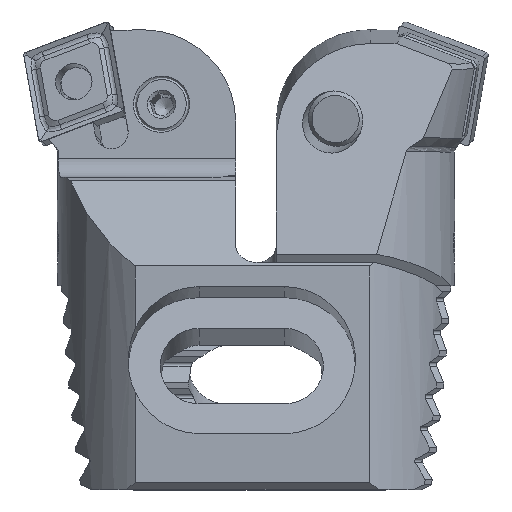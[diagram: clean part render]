
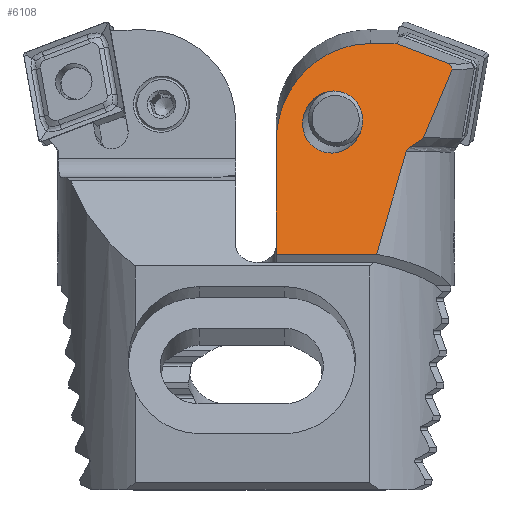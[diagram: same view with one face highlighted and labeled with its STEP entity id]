
A CAD part, top view. The second image highlights one B-rep face of the part: STEP entity #6108.
In plain terms, the highlighted face is planar.
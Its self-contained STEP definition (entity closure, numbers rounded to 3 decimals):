
#68 = ORIENTED_EDGE ( 'NONE', *, *, #6524, .T. ) ;
#102 = CARTESIAN_POINT ( 'NONE',  ( 11.469, -17.88, -18.061 ) ) ;
#132 = DIRECTION ( 'NONE',  ( 0., -0.966, -0.259 ) ) ;
#135 = VECTOR ( 'NONE', #8535, 1000. ) ;
#225 = ORIENTED_EDGE ( 'NONE', *, *, #2901, .T. ) ;
#284 = ORIENTED_EDGE ( 'NONE', *, *, #4877, .T. ) ;
#396 = CARTESIAN_POINT ( 'NONE',  ( 29.9, -8.623, -15.581 ) ) ;
#432 = CARTESIAN_POINT ( 'NONE',  ( 12.834, -23.499, -19.567 ) ) ;
#743 = CARTESIAN_POINT ( 'NONE',  ( 20.536, -9.755, -15.884 ) ) ;
#769 = CARTESIAN_POINT ( 'NONE',  ( 11.03, -17.457, -17.948 ) ) ;
#866 = DIRECTION ( 'NONE',  ( 0.929, 0.356, 0.095 ) ) ;
#889 = CARTESIAN_POINT ( 'NONE',  ( 29.9, -32.579, -22. ) ) ;
#953 = CARTESIAN_POINT ( 'NONE',  ( 16.6, -2.884, -14.043 ) ) ;
#1092 = VECTOR ( 'NONE', #2861, 1000. ) ;
#1109 = CARTESIAN_POINT ( 'NONE',  ( 29.9, -16.74, -17.756 ) ) ;
#1118 = EDGE_CURVE ( 'NONE', #7487, #7487, #2856, .T. ) ;
#1124 = CARTESIAN_POINT ( 'NONE',  ( 13.014, -2.884, -14.043 ) ) ;
#1180 = EDGE_CURVE ( 'NONE', #7947, #5737, #8007, .T. ) ;
#1223 = CARTESIAN_POINT ( 'NONE',  ( 5.236, -6.236, -14.941 ) ) ;
#1386 = CARTESIAN_POINT ( 'NONE',  ( 65., -2.884, -14.043 ) ) ;
#1393 = CARTESIAN_POINT ( 'NONE',  ( 12.547, -12.26, -16.556 ) ) ;
#1420 = VERTEX_POINT ( 'NONE', #2101 ) ;
#1483 = CARTESIAN_POINT ( 'NONE',  ( 29.9, -16.74, -17.756 ) ) ;
#1717 =( BOUNDED_CURVE ( )  B_SPLINE_CURVE ( 3, ( #6380, #1723, #432, #1778 ),
 .UNSPECIFIED., .F., .F. ) 
 B_SPLINE_CURVE_WITH_KNOTS ( ( 4, 4 ),
 ( 3.785, 3.992 ),
 .UNSPECIFIED. ) 
 CURVE ( )  GEOMETRIC_REPRESENTATION_ITEM ( )  RATIONAL_B_SPLINE_CURVE ( ( 1., 0.996, 0.996, 1. ) ) 
 REPRESENTATION_ITEM ( '' )  );
#1723 = CARTESIAN_POINT ( 'NONE',  ( 14.229, -28.321, -20.859 ) ) ;
#1778 = CARTESIAN_POINT ( 'NONE',  ( 11.579, -18.164, -18.138 ) ) ;
#1857 = CARTESIAN_POINT ( 'NONE',  ( 5.528, -5.754, -14.812 ) ) ;
#1877 = CARTESIAN_POINT ( 'NONE',  ( 29.9, -32.579, -22. ) ) ;
#1944 = CARTESIAN_POINT ( 'NONE',  ( 11.277, -17.643, -17.998 ) ) ;
#1949 = EDGE_CURVE ( 'NONE', #5218, #3817, #6104, .T. ) ;
#2012 = CARTESIAN_POINT ( 'NONE',  ( 7.773, -13.219, -16.813 ) ) ;
#2101 = CARTESIAN_POINT ( 'NONE',  ( 16.6, -2.884, -14.043 ) ) ;
#2125 = VERTEX_POINT ( 'NONE', #4845 ) ;
#2189 = EDGE_LOOP ( 'NONE', ( #5316, #5230, #5562, #3842, #5578, #6087, #68, #284, #225, #5435 ) ) ;
#2720 = EDGE_CURVE ( 'NONE', #2125, #7947, #5056, .T. ) ;
#2856 =( BOUNDED_CURVE ( )  B_SPLINE_CURVE ( 3, ( #3353, #4711, #5394, #7432, #4737, #1393, #743 ),
 .UNSPECIFIED., .T., .F. ) 
 B_SPLINE_CURVE_WITH_KNOTS ( ( 4, 3, 4 ),
 ( 0., 3.142, 6.283 ),
 .UNSPECIFIED. ) 
 CURVE ( )  GEOMETRIC_REPRESENTATION_ITEM ( )  RATIONAL_B_SPLINE_CURVE ( ( 1., 0.333, 0.333, 1., 0.333, 0.333, 1. ) ) 
 REPRESENTATION_ITEM ( '' )  );
#2861 = DIRECTION ( 'NONE',  ( -1., 0., 0. ) ) ;
#2901 = EDGE_CURVE ( 'NONE', #3518, #7371, #7275, .T. ) ;
#3104 = CARTESIAN_POINT ( 'NONE',  ( 65., -2.884, -14.043 ) ) ;
#3177 = EDGE_CURVE ( 'NONE', #1420, #5737, #8550, .T. ) ;
#3197 = CARTESIAN_POINT ( 'NONE',  ( 5.528, -5.754, -14.812 ) ) ;
#3353 = CARTESIAN_POINT ( 'NONE',  ( 20.536, -9.755, -15.884 ) ) ;
#3518 = VERTEX_POINT ( 'NONE', #5165 ) ;
#3817 = VERTEX_POINT ( 'NONE', #1483 ) ;
#3842 = ORIENTED_EDGE ( 'NONE', *, *, #3177, .F. ) ;
#3875 = EDGE_CURVE ( 'NONE', #1420, #3817, #6712, .T. ) ;
#3930 = FACE_OUTER_BOUND ( 'NONE', #2189, .T. ) ;
#3942 = VERTEX_POINT ( 'NONE', #7145 ) ;
#3989 = CARTESIAN_POINT ( 'NONE',  ( 9.143, -16.197, -17.611 ) ) ;
#4126 = CARTESIAN_POINT ( 'NONE',  ( 11.579, -18.164, -18.138 ) ) ;
#4437 = VECTOR ( 'NONE', #866, 1000. ) ;
#4535 = CARTESIAN_POINT ( 'NONE',  ( 5.382, -5.995, -14.877 ) ) ;
#4686 = CARTESIAN_POINT ( 'NONE',  ( 5.089, -6.477, -15.006 ) ) ;
#4711 = CARTESIAN_POINT ( 'NONE',  ( 28.526, -7.25, -15.213 ) ) ;
#4715 = CARTESIAN_POINT ( 'NONE',  ( 6.421, -9.978, -15.944 ) ) ;
#4737 = CARTESIAN_POINT ( 'NONE',  ( 15.365, -20.648, -18.803 ) ) ;
#4799 = CARTESIAN_POINT ( 'NONE',  ( 11.16, -17.542, -17.971 ) ) ;
#4845 = CARTESIAN_POINT ( 'NONE',  ( 5.089, -6.477, -15.006 ) ) ;
#4877 = EDGE_CURVE ( 'NONE', #3942, #3518, #1717, .T. ) ;
#5056 = B_SPLINE_CURVE_WITH_KNOTS ( 'NONE', 3,
 ( #5161, #1223, #4535, #1857 ),
 .UNSPECIFIED., .F., .F.,
 ( 4, 4 ),
 ( 0., 1. ),
 .UNSPECIFIED. ) ;
#5161 = CARTESIAN_POINT ( 'NONE',  ( 5.089, -6.477, -15.006 ) ) ;
#5165 = CARTESIAN_POINT ( 'NONE',  ( 11.579, -18.164, -18.138 ) ) ;
#5218 = VERTEX_POINT ( 'NONE', #1877 ) ;
#5230 = ORIENTED_EDGE ( 'NONE', *, *, #2720, .T. ) ;
#5236 = EDGE_CURVE ( 'NONE', #7371, #8414, #8128, .T. ) ;
#5316 = ORIENTED_EDGE ( 'NONE', *, *, #5758, .T. ) ;
#5373 = VECTOR ( 'NONE', #7594, 1000. ) ;
#5394 = CARTESIAN_POINT ( 'NONE',  ( 31.345, -15.638, -17.461 ) ) ;
#5435 = ORIENTED_EDGE ( 'NONE', *, *, #5236, .T. ) ;
#5466 = DIRECTION ( 'NONE',  ( 0., -0.259, 0.966 ) ) ;
#5562 = ORIENTED_EDGE ( 'NONE', *, *, #1180, .T. ) ;
#5578 = ORIENTED_EDGE ( 'NONE', *, *, #3875, .T. ) ;
#5737 = VERTEX_POINT ( 'NONE', #1124 ) ;
#5758 = EDGE_CURVE ( 'NONE', #8414, #2125, #7600, .T. ) ;
#5809 = LINE ( 'NONE', #7599, #1092 ) ;
#5970 = CARTESIAN_POINT ( 'NONE',  ( 11.544, -18.015, -18.098 ) ) ;
#6087 = ORIENTED_EDGE ( 'NONE', *, *, #1949, .F. ) ;
#6104 = LINE ( 'NONE', #889, #5373 ) ;
#6108 = ADVANCED_FACE ( 'NONE', ( #7114, #3930 ), #6649, .F. ) ;
#6143 = CARTESIAN_POINT ( 'NONE',  ( 9.767, -16.624, -17.725 ) ) ;
#6249 = CARTESIAN_POINT ( 'NONE',  ( 57.925, 14.334, -9.43 ) ) ;
#6380 = CARTESIAN_POINT ( 'NONE',  ( 15.75, -32.579, -22. ) ) ;
#6469 = CARTESIAN_POINT ( 'NONE',  ( 11.03, -17.457, -17.948 ) ) ;
#6524 = EDGE_CURVE ( 'NONE', #5218, #3942, #5809, .T. ) ;
#6527 = CARTESIAN_POINT ( 'NONE',  ( 24.391, -2.884, -14.043 ) ) ;
#6649 = PLANE ( 'NONE',  #7316 ) ;
#6712 =( BOUNDED_CURVE ( )  B_SPLINE_CURVE ( 3, ( #953, #6527, #396, #1109 ),
 .UNSPECIFIED., .F., .F. ) 
 B_SPLINE_CURVE_WITH_KNOTS ( ( 4, 4 ),
 ( 3.142, 4.712 ),
 .UNSPECIFIED. ) 
 CURVE ( )  GEOMETRIC_REPRESENTATION_ITEM ( )  RATIONAL_B_SPLINE_CURVE ( ( 1., 0.805, 0.805, 1. ) ) 
 REPRESENTATION_ITEM ( '' )  );
#6868 = CARTESIAN_POINT ( 'NONE',  ( 9.143, -16.197, -17.611 ) ) ;
#7114 = FACE_BOUND ( 'NONE', #8372, .T. ) ;
#7145 = CARTESIAN_POINT ( 'NONE',  ( 15.75, -32.579, -22. ) ) ;
#7264 = ORIENTED_EDGE ( 'NONE', *, *, #1118, .F. ) ;
#7275 = B_SPLINE_CURVE_WITH_KNOTS ( 'NONE', 3,
 ( #4126, #5970, #102, #1944, #4799, #769 ),
 .UNSPECIFIED., .F., .F.,
 ( 4, 2, 4 ),
 ( 0., 0., 0.001 ),
 .UNSPECIFIED. ) ;
#7316 = AXIS2_PLACEMENT_3D ( 'NONE', #1386, #5466, #132 ) ;
#7371 = VERTEX_POINT ( 'NONE', #6469 ) ;
#7432 = CARTESIAN_POINT ( 'NONE',  ( 23.355, -18.143, -18.132 ) ) ;
#7473 = CARTESIAN_POINT ( 'NONE',  ( 11.03, -17.457, -17.948 ) ) ;
#7487 = VERTEX_POINT ( 'NONE', #8576 ) ;
#7594 = DIRECTION ( 'NONE',  ( 0., 0.966, 0.259 ) ) ;
#7599 = CARTESIAN_POINT ( 'NONE',  ( 65., -32.579, -22. ) ) ;
#7600 =( BOUNDED_CURVE ( )  B_SPLINE_CURVE ( 3, ( #3989, #2012, #4715, #4686 ),
 .UNSPECIFIED., .F., .T. ) 
 B_SPLINE_CURVE_WITH_KNOTS ( ( 4, 4 ),
 ( 3.504, 3.571 ),
 .UNSPECIFIED. ) 
 CURVE ( )  GEOMETRIC_REPRESENTATION_ITEM ( )  RATIONAL_B_SPLINE_CURVE ( ( 1., 1., 1., 1. ) ) 
 REPRESENTATION_ITEM ( '' )  );
#7681 = CARTESIAN_POINT ( 'NONE',  ( 9.143, -16.197, -17.611 ) ) ;
#7947 = VERTEX_POINT ( 'NONE', #3197 ) ;
#7965 = CARTESIAN_POINT ( 'NONE',  ( 10.396, -17.044, -17.838 ) ) ;
#8007 = LINE ( 'NONE', #6249, #4437 ) ;
#8128 = B_SPLINE_CURVE_WITH_KNOTS ( 'NONE', 3,
 ( #7473, #7965, #6143, #6868 ),
 .UNSPECIFIED., .F., .F.,
 ( 4, 4 ),
 ( 0.001, 0.003 ),
 .UNSPECIFIED. ) ;
#8372 = EDGE_LOOP ( 'NONE', ( #7264 ) ) ;
#8414 = VERTEX_POINT ( 'NONE', #7681 ) ;
#8535 = DIRECTION ( 'NONE',  ( -1., 0., 0. ) ) ;
#8550 = LINE ( 'NONE', #3104, #135 ) ;
#8576 = CARTESIAN_POINT ( 'NONE',  ( 20.536, -9.755, -15.884 ) ) ;
